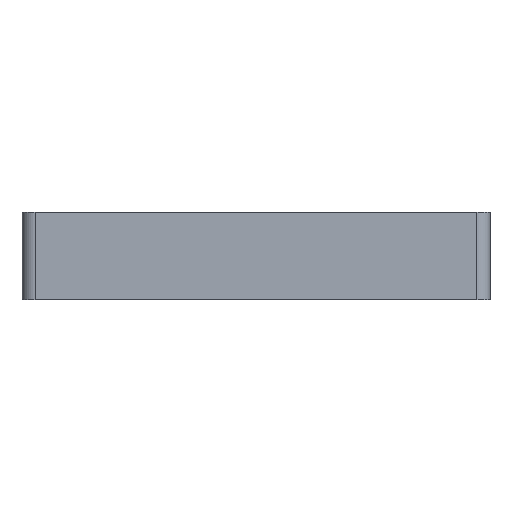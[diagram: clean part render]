
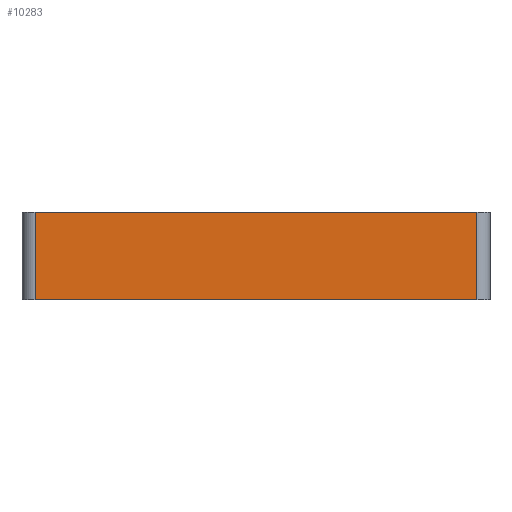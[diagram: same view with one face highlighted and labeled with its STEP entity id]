
A CAD part, left-side view. The second image highlights one B-rep face of the part: STEP entity #10283.
In plain terms, the highlighted planar face has unit normal (-1, 0, 0).
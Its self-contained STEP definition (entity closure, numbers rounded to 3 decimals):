
#911 = DIRECTION ( 'NONE',  ( 0., 0., -1. ) ) ;
#1195 = VECTOR ( 'NONE', #1206, 1000. ) ;
#1206 = DIRECTION ( 'NONE',  ( 0., -1., 0. ) ) ;
#1804 = PLANE ( 'NONE',  #19147 ) ;
#1865 = VERTEX_POINT ( 'NONE', #11230 ) ;
#1994 = CARTESIAN_POINT ( 'NONE',  ( 620.333, 847.214, 15. ) ) ;
#2250 = VECTOR ( 'NONE', #2617, 1000. ) ;
#2617 = DIRECTION ( 'NONE',  ( 0., -1., 0. ) ) ;
#3809 = DIRECTION ( 'NONE',  ( 0., 0., 1. ) ) ;
#4247 = VERTEX_POINT ( 'NONE', #13948 ) ;
#4454 = EDGE_LOOP ( 'NONE', ( #14208, #7394, #20742, #20899 ) ) ;
#5496 = VERTEX_POINT ( 'NONE', #1994 ) ;
#7394 = ORIENTED_EDGE ( 'NONE', *, *, #7966, .T. ) ;
#7966 = EDGE_CURVE ( 'NONE', #5496, #4247, #11622, .T. ) ;
#8061 = CARTESIAN_POINT ( 'NONE',  ( 620.333, 948.714, 32. ) ) ;
#8375 = CARTESIAN_POINT ( 'NONE',  ( 620.333, 948.714, 15. ) ) ;
#8744 = EDGE_CURVE ( 'NONE', #1865, #4247, #12614, .T. ) ;
#9628 = VERTEX_POINT ( 'NONE', #8375 ) ;
#10283 = ADVANCED_FACE ( 'NONE', ( #13215 ), #1804, .F. ) ;
#11230 = CARTESIAN_POINT ( 'NONE',  ( 620.333, 948.714, 35. ) ) ;
#11622 = LINE ( 'NONE', #11722, #20231 ) ;
#11722 = CARTESIAN_POINT ( 'NONE',  ( 620.333, 847.214, 32. ) ) ;
#12614 = LINE ( 'NONE', #14017, #1195 ) ;
#13215 = FACE_OUTER_BOUND ( 'NONE', #4454, .T. ) ;
#13535 = DIRECTION ( 'NONE',  ( 1., 0., 0. ) ) ;
#13948 = CARTESIAN_POINT ( 'NONE',  ( 620.333, 847.214, 35. ) ) ;
#14017 = CARTESIAN_POINT ( 'NONE',  ( 620.333, 951.714, 35. ) ) ;
#14208 = ORIENTED_EDGE ( 'NONE', *, *, #16239, .T. ) ;
#15832 = EDGE_CURVE ( 'NONE', #1865, #9628, #19139, .T. ) ;
#15849 = VECTOR ( 'NONE', #16057, 1000. ) ;
#16057 = DIRECTION ( 'NONE',  ( 0., 0., -1. ) ) ;
#16239 = EDGE_CURVE ( 'NONE', #9628, #5496, #18798, .T. ) ;
#17204 = CARTESIAN_POINT ( 'NONE',  ( 620.333, 844.214, 15. ) ) ;
#18798 = LINE ( 'NONE', #17204, #2250 ) ;
#19139 = LINE ( 'NONE', #8061, #15849 ) ;
#19147 = AXIS2_PLACEMENT_3D ( 'NONE', #19706, #13535, #911 ) ;
#19706 = CARTESIAN_POINT ( 'NONE',  ( 620.333, 844.214, 32. ) ) ;
#20231 = VECTOR ( 'NONE', #3809, 1000. ) ;
#20742 = ORIENTED_EDGE ( 'NONE', *, *, #8744, .F. ) ;
#20899 = ORIENTED_EDGE ( 'NONE', *, *, #15832, .T. ) ;
